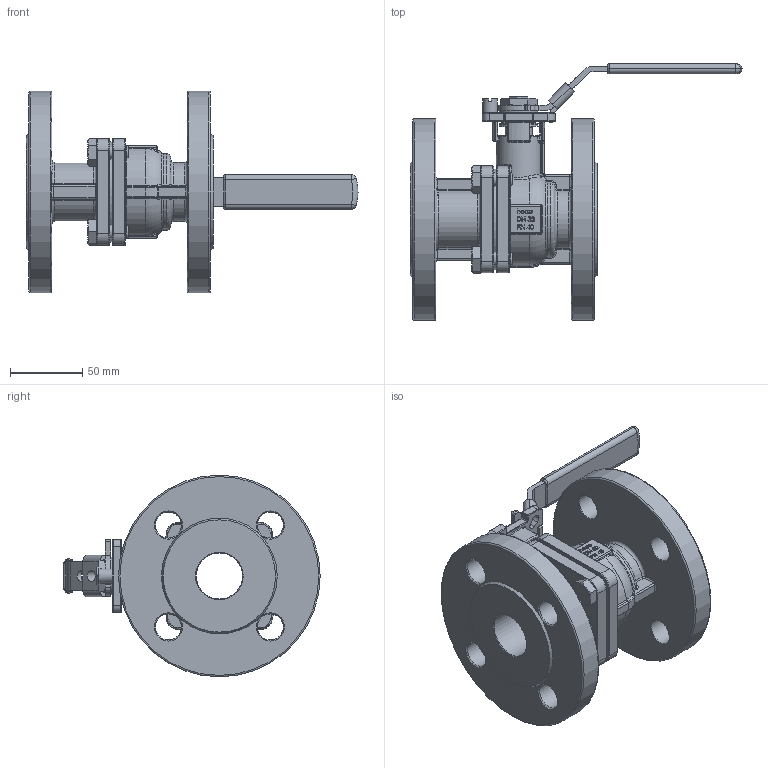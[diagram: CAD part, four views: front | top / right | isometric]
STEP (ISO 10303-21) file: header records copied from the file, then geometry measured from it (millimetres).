
FILE_DESCRIPTION (( 'STEP AP214' ), '1' );
FILE_NAME ('FK-114-000-4 Flanschkugelhahn 1712.STEP', '2019-07-24T08:14:53', ( '' ), ( '' ), 'SwSTEP 2.0', 'SolidWorks 2016', '' );
FILE_SCHEMA (( 'AUTOMOTIVE_DESIGN' ));
Length unit declared in the file: millimetre
Products named in the file (1): FK-114-000-4 Flanschkugelhahn 1712
Bounding box: 230.5 x 177.98 x 140 mm (x, y, z)
Volume: 707097.5 mm3; surface area: 139610.4 mm2
Topology: 1 solids, 2 shells, 1207 faces, 3016 edges, 1826 vertices
Faces by surface type: plane 414, bspline 282, cylinder 275, torus 143, cone 73, sphere 20
Full cylindrical faces by diameter (mm): 8 x2, 9.53 x4, 9.99 x1, 14.5 x1, 18 x8, 19 x2, 27 x1, 32 x2, 140 x2
Entity records: 52823 total; most frequent: CARTESIAN_POINT 22566, ORIENTED_EDGE 5796, DIRECTION 4935, EDGE_CURVE 2898, VERTEX_POINT 1801, AXIS2_PLACEMENT_3D 1799, EDGE_LOOP 1359, VECTOR 1337
